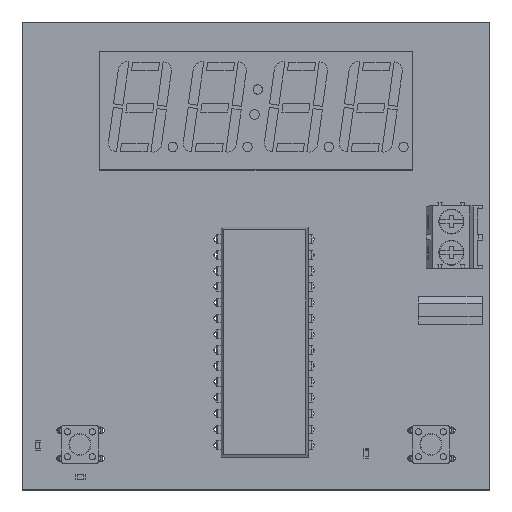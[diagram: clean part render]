
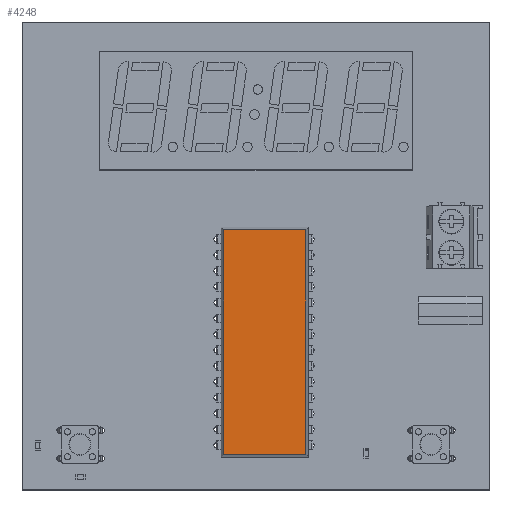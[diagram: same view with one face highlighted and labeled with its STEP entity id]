
A CAD part, top view. The second image highlights one B-rep face of the part: STEP entity #4248.
In plain terms, the highlighted face is planar.
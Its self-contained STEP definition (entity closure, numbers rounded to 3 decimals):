
#4158 = VERTEX_POINT('',#4159);
#4159 = CARTESIAN_POINT('',(6.593,5.08,18.02));
#4165 = EDGE_CURVE('',#4166,#4158,#4168,.T.);
#4166 = VERTEX_POINT('',#4167);
#4167 = CARTESIAN_POINT('',(-6.593,5.08,18.02));
#4168 = LINE('',#4169,#4170);
#4169 = CARTESIAN_POINT('',(-6.988,5.08,18.02));
#4170 = VECTOR('',#4171,1.);
#4171 = DIRECTION('',(1.,-0.,0.));
#4189 = VERTEX_POINT('',#4190);
#4190 = CARTESIAN_POINT('',(6.593,5.08,-18.02));
#4196 = EDGE_CURVE('',#4158,#4189,#4197,.T.);
#4197 = LINE('',#4198,#4199);
#4198 = CARTESIAN_POINT('',(6.593,5.08,18.415));
#4199 = VECTOR('',#4200,1.);
#4200 = DIRECTION('',(0.,0.,-1.));
#4213 = VERTEX_POINT('',#4214);
#4214 = CARTESIAN_POINT('',(-6.593,5.08,-18.02));
#4220 = EDGE_CURVE('',#4189,#4213,#4221,.T.);
#4221 = LINE('',#4222,#4223);
#4222 = CARTESIAN_POINT('',(6.988,5.08,-18.02));
#4223 = VECTOR('',#4224,1.);
#4224 = DIRECTION('',(-1.,-0.,0.));
#4237 = EDGE_CURVE('',#4213,#4166,#4238,.T.);
#4238 = LINE('',#4239,#4240);
#4239 = CARTESIAN_POINT('',(-6.593,5.08,-18.415));
#4240 = VECTOR('',#4241,1.);
#4241 = DIRECTION('',(0.,-0.,1.));
#4248 = ADVANCED_FACE('',(#4249),#4255,.T.);
#4249 = FACE_BOUND('',#4250,.T.);
#4250 = EDGE_LOOP('',(#4251,#4252,#4253,#4254));
#4251 = ORIENTED_EDGE('',*,*,#4165,.T.);
#4252 = ORIENTED_EDGE('',*,*,#4196,.T.);
#4253 = ORIENTED_EDGE('',*,*,#4220,.T.);
#4254 = ORIENTED_EDGE('',*,*,#4237,.T.);
#4255 = PLANE('',#4256);
#4256 = AXIS2_PLACEMENT_3D('',#4257,#4258,#4259);
#4257 = CARTESIAN_POINT('',(0.,5.08,0.));
#4258 = DIRECTION('',(0.,1.,0.));
#4259 = DIRECTION('',(0.,-0.,1.));
